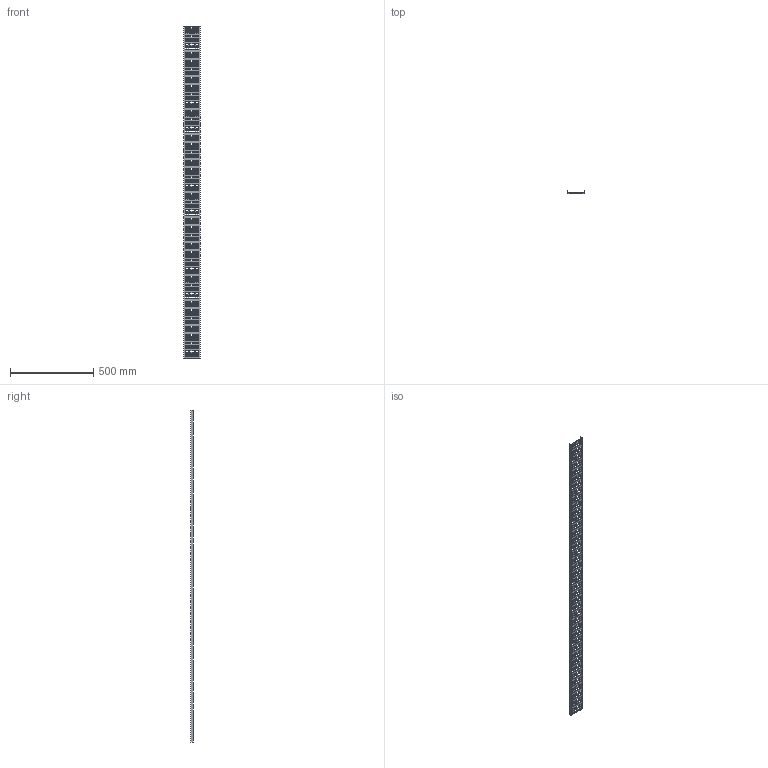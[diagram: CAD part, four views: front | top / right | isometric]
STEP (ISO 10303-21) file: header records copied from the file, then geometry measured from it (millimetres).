
FILE_DESCRIPTION (( 'STEP AP214' ), '1' );
FILE_NAME ('6046374.stp', '2017-03-28T11:10:16', ( '' ), ( '' ), 'SwSTEP 2.0', 'SolidWorks 2016', '' );
FILE_SCHEMA (( 'AUTOMOTIVE_DESIGN' ));
Length unit declared in the file: millimetre
Products named in the file (1): 6046374
Bounding box: 100 x 15 x 2000 mm (x, y, z)
Volume: 249807.7 mm3; surface area: 430206.7 mm2
Topology: 1 solids, 1 shells, 1898 faces, 5688 edges, 3792 vertices
Faces by surface type: cylinder 1080, plane 818
Entity records: 66386 total; most frequent: DIRECTION 11646, CARTESIAN_POINT 11379, ORIENTED_EDGE 11376, EDGE_CURVE 5688, AXIS2_PLACEMENT_3D 4059, VERTEX_POINT 3792, LINE 3528, VECTOR 3528
